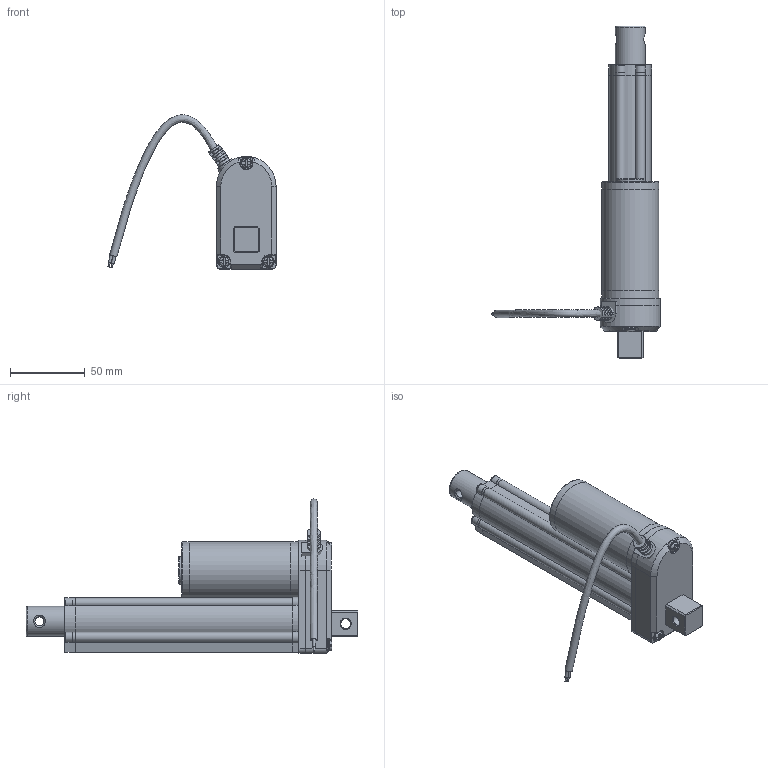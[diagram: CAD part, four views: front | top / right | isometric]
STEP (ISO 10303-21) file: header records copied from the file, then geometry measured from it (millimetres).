
FILE_DESCRIPTION(/* description */ (''),/* implementation_level */ '2;1');
FILE_NAME(/* name */ 'SXTL（行程100）.stp',/* time_stamp */ '2022-01-04T11:32:14+08:00',/* author */ (''),/* organization */ (''),/* preprocessor_version */ 'ST-DEVELOPER v16',/* originating_system */ 'SIEMENS PLM Software NX 10.0',/* authorisation */ '');
FILE_SCHEMA (('CONFIG_CONTROL_DESIGN'));
Length unit declared in the file: millimetre
Products named in the file (1): SXTL（行程100）
Bounding box: 112.64 x 222.24 x 103.32 mm (x, y, z)
Volume: 230230.5 mm3; surface area: 109247.7 mm2
Topology: 35 solids, 35 shells, 391 faces, 916 edges, 604 vertices
Faces by surface type: plane 236, cylinder 126, torus 15, bspline 12, cone 2
Full cylindrical faces by diameter (mm): 1 x2, 2 x1, 2.01 x1, 6 x9, 6.5 x4, 8 x3, 9 x4, 18.4 x1, 20 x2, 38 x3
Entity records: 35783 total; most frequent: CARTESIAN_POINT 26961, DIRECTION 1820, ORIENTED_EDGE 1706, EDGE_CURVE 853, AXIS2_PLACEMENT_3D 662, VERTEX_POINT 587, LINE 496, VECTOR 496
